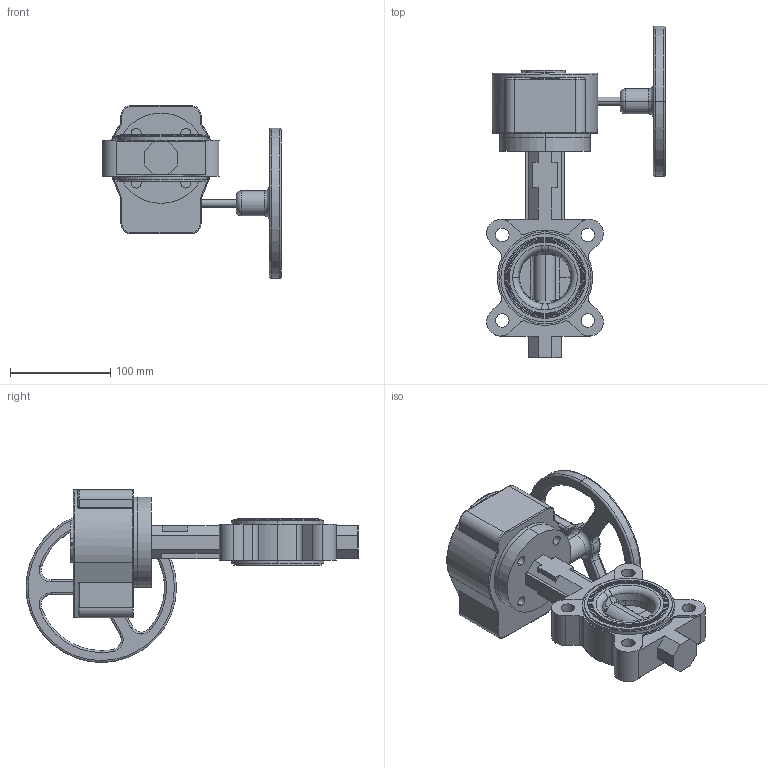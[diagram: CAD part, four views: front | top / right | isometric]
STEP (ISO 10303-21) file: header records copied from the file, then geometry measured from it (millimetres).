
FILE_DESCRIPTION (( 'STEP AP214' ), '1' );
FILE_NAME ('NS-0200-LUG-GEAR.step', '2019-03-07T20:45:56', ( '' ), ( '' ), 'SwSTEP 2.0', 'SolidWorks 2019', '' );
FILE_SCHEMA (( 'AUTOMOTIVE_DESIGN' ));
Length unit declared in the file: inch
Products named in the file (1): NS-0200-LUG-GEAR
Bounding box: 178.19 x 331 x 172.54 mm (x, y, z)
Surface area: 157973.2 mm2 (no closed solid volume)
Topology: 0 solids, 5 shells, 366 faces, 975 edges, 612 vertices
Faces by surface type: cylinder 134, plane 84, torus 82, bspline 46, cone 18, sphere 2
Entity records: 20650 total; most frequent: CARTESIAN_POINT 6934, DIRECTION 1904, ORIENTED_EDGE 1861, EDGE_CURVE 973, AXIS2_PLACEMENT_3D 786, VERTEX_POINT 612, CIRCLE 465, EDGE_LOOP 400
